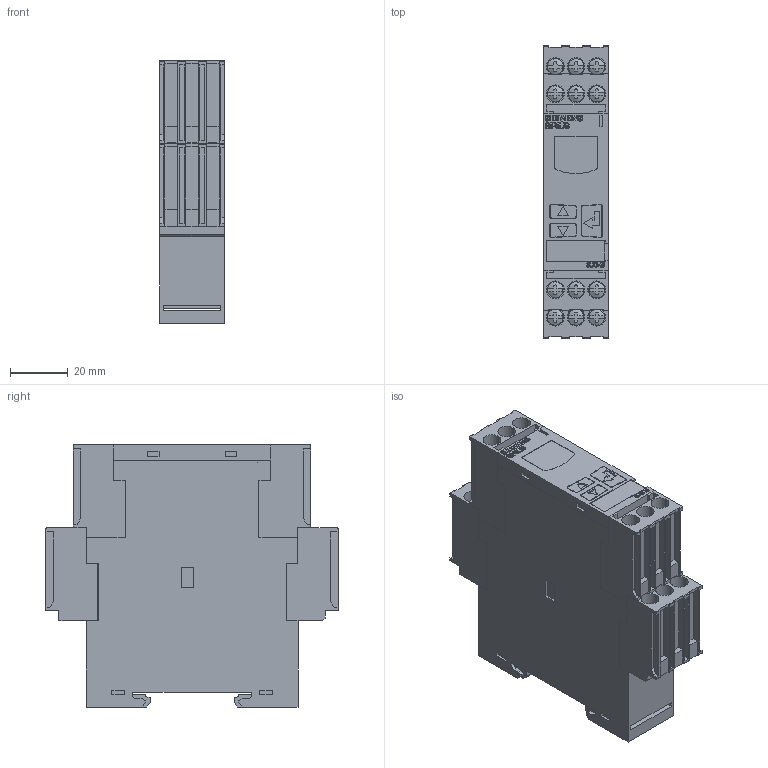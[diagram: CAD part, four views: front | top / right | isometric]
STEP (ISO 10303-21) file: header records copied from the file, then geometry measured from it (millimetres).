
FILE_DESCRIPTION(('STEP AP214'),'1');
FILE_NAME('cctmp_AD13892F-003E-44E0-B969-9B4D1E868E3C_2023_08_15_13_05_38_0785..stp','2023-08-15T11:05:40',('SIEMENS A&D'),('CADClick - www.CADClick.com'),'Spatial InterOp 3D postprocessed',' ','unknown authorization');
FILE_SCHEMA(('AUTOMOTIVE_DESIGN'));
Length unit declared in the file: millimetre
Products named in the file (1): 2023_08_15_13_05_38_0733
Bounding box: 22.5 x 101.39 x 91 mm (x, y, z)
Volume: 160865.3 mm3; surface area: 34191.1 mm2
Topology: 1 solids, 2 shells, 1232 faces, 3423 edges, 2273 vertices
Faces by surface type: plane 740, cylinder 275, bspline 217
Entity records: 51734 total; most frequent: CARTESIAN_POINT 17725, ORIENTED_EDGE 6846, DIRECTION 5415, EDGE_CURVE 3423, LINE 2451, VECTOR 2451, VERTEX_POINT 2273, AXIS2_PLACEMENT_3D 1482
